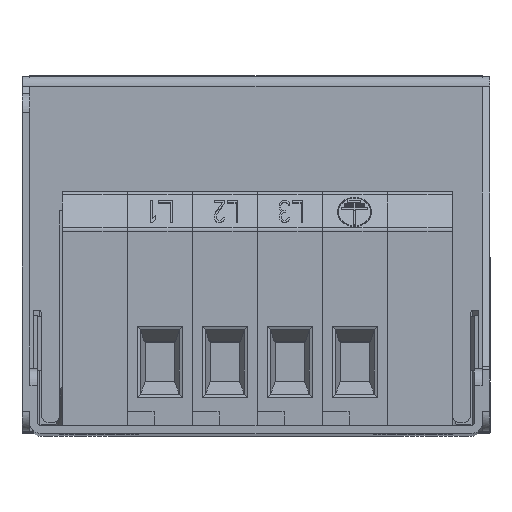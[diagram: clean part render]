
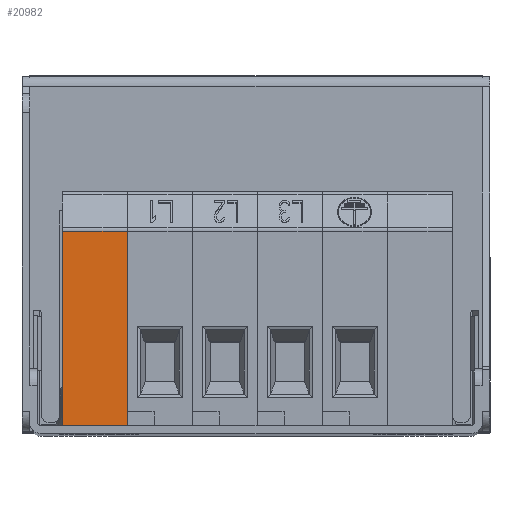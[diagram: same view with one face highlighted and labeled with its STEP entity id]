
A CAD part, top view. The second image highlights one B-rep face of the part: STEP entity #20982.
In plain terms, the highlighted planar face has unit normal (0, 0, 1).
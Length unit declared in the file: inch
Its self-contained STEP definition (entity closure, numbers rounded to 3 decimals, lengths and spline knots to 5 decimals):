
#79 = DIRECTION ( 'NONE',  ( 0., -1., 0. ) ) ;
#178 = DIRECTION ( 'NONE',  ( -1., 0., 0. ) ) ;
#674 = ORIENTED_EDGE ( 'NONE', *, *, #39173, .T. ) ;
#3066 = CARTESIAN_POINT ( 'NONE',  ( -0.779, -0.3519, 0.6239 ) ) ;
#3369 = AXIS2_PLACEMENT_3D ( 'NONE', #65932, #96326, #105504 ) ;
#5207 = LINE ( 'NONE', #122992, #48212 ) ;
#7176 = EDGE_CURVE ( 'NONE', #75730, #116441, #94717, .T. ) ;
#8483 = CARTESIAN_POINT ( 'NONE',  ( -1.1727, -1.57735, 0.6239 ) ) ;
#11429 = VECTOR ( 'NONE', #30960, 39.37008 ) ;
#13152 = LINE ( 'NONE', #65764, #96234 ) ;
#18734 = PLANE ( 'NONE',  #3369 ) ;
#19244 = EDGE_CURVE ( 'NONE', #112651, #70763, #5207, .T. ) ;
#20982 = ADVANCED_FACE ( 'NONE', ( #110245 ), #18734, .T. ) ;
#25226 = CARTESIAN_POINT ( 'NONE',  ( -0.779, -1.57735, 0.6239 ) ) ;
#30960 = DIRECTION ( 'NONE',  ( 1., 0., 0. ) ) ;
#38849 = CARTESIAN_POINT ( 'NONE',  ( -1.1727, -0.3519, 0.6239 ) ) ;
#39173 = EDGE_CURVE ( 'NONE', #116441, #70763, #96114, .T. ) ;
#48212 = VECTOR ( 'NONE', #103001, 39.37008 ) ;
#50450 = CARTESIAN_POINT ( 'NONE',  ( -0.97585, -1.57735, 0.6239 ) ) ;
#53558 = EDGE_LOOP ( 'NONE', ( #87672, #674, #108457, #66586 ) ) ;
#63943 = EDGE_CURVE ( 'NONE', #112651, #75730, #13152, .T. ) ;
#65764 = CARTESIAN_POINT ( 'NONE',  ( -0.97585, -0.3519, 0.6239 ) ) ;
#65932 = CARTESIAN_POINT ( 'NONE',  ( -0.97585, -0.96462, 0.6239 ) ) ;
#66586 = ORIENTED_EDGE ( 'NONE', *, *, #63943, .T. ) ;
#69402 = VECTOR ( 'NONE', #79, 39.37008 ) ;
#70763 = VERTEX_POINT ( 'NONE', #25226 ) ;
#75730 = VERTEX_POINT ( 'NONE', #38849 ) ;
#87672 = ORIENTED_EDGE ( 'NONE', *, *, #7176, .T. ) ;
#94717 = LINE ( 'NONE', #122737, #69402 ) ;
#96114 = LINE ( 'NONE', #50450, #11429 ) ;
#96234 = VECTOR ( 'NONE', #178, 39.37008 ) ;
#96326 = DIRECTION ( 'NONE',  ( 0., 0., 1. ) ) ;
#103001 = DIRECTION ( 'NONE',  ( 0., -1., 0. ) ) ;
#105504 = DIRECTION ( 'NONE',  ( 1., 0., 0. ) ) ;
#108457 = ORIENTED_EDGE ( 'NONE', *, *, #19244, .F. ) ;
#110245 = FACE_OUTER_BOUND ( 'NONE', #53558, .T. ) ;
#112651 = VERTEX_POINT ( 'NONE', #3066 ) ;
#116441 = VERTEX_POINT ( 'NONE', #8483 ) ;
#122737 = CARTESIAN_POINT ( 'NONE',  ( -1.1727, -0.84506, 0.6239 ) ) ;
#122992 = CARTESIAN_POINT ( 'NONE',  ( -0.779, -0.84506, 0.6239 ) ) ;
